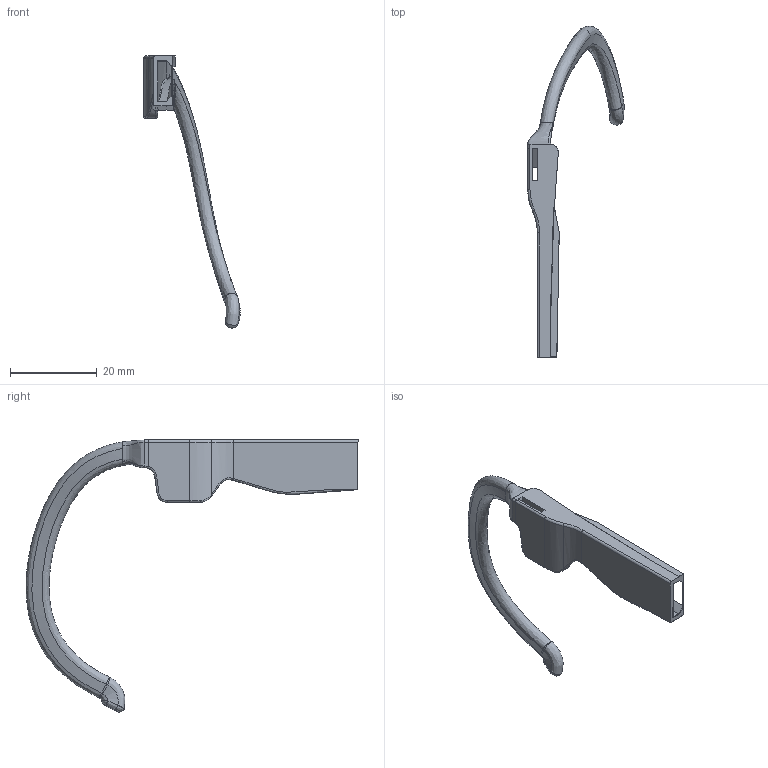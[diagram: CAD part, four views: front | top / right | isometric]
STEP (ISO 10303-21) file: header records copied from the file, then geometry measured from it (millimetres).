
FILE_DESCRIPTION(/* description */ (''),/* implementation_level */ '2;1');
FILE_NAME(/* name */ 'FOCEars-glasses-clip-empty.step',/* time_stamp */ '2025-07-20T02:39:48+02:00',/* author */ (''),/* organization */ (''),/* preprocessor_version */ 'ST-DEVELOPER v20.1',/* originating_system */ 'Autodesk Translation Framework v14.10.0.0',/* authorisation */ '');
FILE_SCHEMA (('AUTOMOTIVE_DESIGN { 1 0 10303 214 3 1 1 }'));
Length unit declared in the file: millimetre
Products named in the file (1): glasses clip
Bounding box: 22.19 x 76.41 x 62.62 mm (x, y, z)
Volume: 2659.1 mm3; surface area: 3605.2 mm2
Topology: 1 solids, 1 shells, 120 faces, 305 edges, 181 vertices
Faces by surface type: bspline 83, plane 26, cylinder 8, torus 3
Entity records: 12727 total; most frequent: CARTESIAN_POINT 10495, ORIENTED_EDGE 602, EDGE_CURVE 301, B_SPLINE_CURVE_WITH_KNOTS 207, DIRECTION 201, VERTEX_POINT 181, EDGE_LOOP 122, FACE_OUTER_BOUND 120
